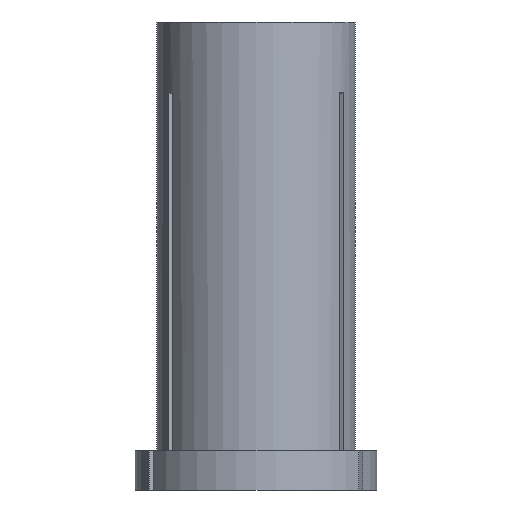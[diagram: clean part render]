
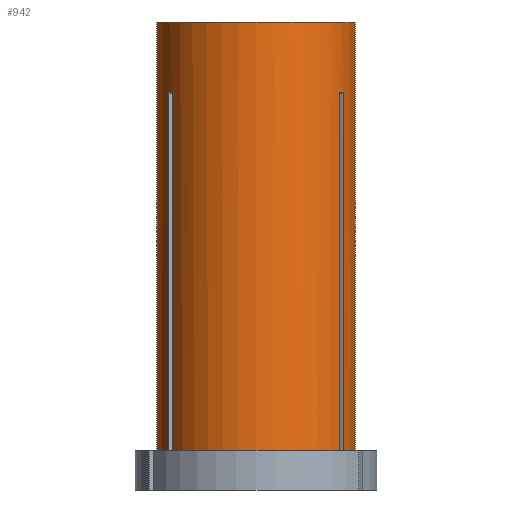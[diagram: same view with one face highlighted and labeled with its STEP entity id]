
A CAD part, front view. The second image highlights one B-rep face of the part: STEP entity #942.
In plain terms, the highlighted cylindrical face has radius 12.7 mm (diameter 25.4 mm), a partial arc.
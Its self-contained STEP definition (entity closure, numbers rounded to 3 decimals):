
#15 = ORIENTED_EDGE ( 'NONE', *, *, #903, .F. ) ;
#25 = DIRECTION ( 'NONE',  ( 0., 0., 1. ) ) ;
#34 = CYLINDRICAL_SURFACE ( 'NONE', #239, 12.7 ) ;
#50 = CARTESIAN_POINT ( 'NONE',  ( 11.163, -6.059, -9.001 ) ) ;
#55 = ORIENTED_EDGE ( 'NONE', *, *, #102, .T. ) ;
#59 = CARTESIAN_POINT ( 'NONE',  ( 12.7, 0., 0. ) ) ;
#96 = B_SPLINE_CURVE_WITH_KNOTS ( 'NONE', 3,
 ( #133, #257, #367, #146, #50, #683 ),
 .UNSPECIFIED., .F., .F.,
 ( 4, 2, 4 ),
 ( 0.07, 0.07, 0.071 ),
 .UNSPECIFIED. ) ;
#102 = EDGE_CURVE ( 'NONE', #1205, #807, #743, .T. ) ;
#107 = DIRECTION ( 'NONE',  ( 0., 0., 1. ) ) ;
#111 = CARTESIAN_POINT ( 'NONE',  ( -12.7, 0., 0. ) ) ;
#133 = CARTESIAN_POINT ( 'NONE',  ( 10.74, -6.778, -9.003 ) ) ;
#134 = EDGE_CURVE ( 'NONE', #979, #1205, #175, .T. ) ;
#139 = ORIENTED_EDGE ( 'NONE', *, *, #134, .T. ) ;
#140 = CARTESIAN_POINT ( 'NONE',  ( -11.001, -6.353, -8.999 ) ) ;
#141 = VERTEX_POINT ( 'NONE', #385 ) ;
#146 = CARTESIAN_POINT ( 'NONE',  ( 11.083, -6.204, -9. ) ) ;
#152 = CIRCLE ( 'NONE', #1194, 12.7 ) ;
#159 = DIRECTION ( 'NONE',  ( 0., 0., 1. ) ) ;
#160 = EDGE_CURVE ( 'NONE', #767, #141, #333, .T. ) ;
#175 = CIRCLE ( 'NONE', #577, 12.7 ) ;
#181 = EDGE_CURVE ( 'NONE', #767, #1138, #349, .T. ) ;
#201 = DIRECTION ( 'NONE',  ( 0., 0., 1. ) ) ;
#210 = DIRECTION ( 'NONE',  ( 1., 0., 0. ) ) ;
#212 = CARTESIAN_POINT ( 'NONE',  ( 10.74, -6.778, -9.003 ) ) ;
#230 = DIRECTION ( 'NONE',  ( 1., 0., 0. ) ) ;
#237 = EDGE_LOOP ( 'NONE', ( #588, #816, #456, #1293, #525, #139, #55, #355, #1133, #462, #1361, #15 ) ) ;
#239 = AXIS2_PLACEMENT_3D ( 'NONE', #760, #107, #646 ) ;
#252 = CARTESIAN_POINT ( 'NONE',  ( -11.24, -5.912, -9.003 ) ) ;
#257 = CARTESIAN_POINT ( 'NONE',  ( 10.829, -6.636, -9.001 ) ) ;
#290 = CARTESIAN_POINT ( 'NONE',  ( -11.24, -5.912, -9.003 ) ) ;
#316 = CIRCLE ( 'NONE', #766, 12.7 ) ;
#332 = CARTESIAN_POINT ( 'NONE',  ( -11.24, -5.912, 0. ) ) ;
#333 = LINE ( 'NONE', #1017, #968 ) ;
#349 = CIRCLE ( 'NONE', #364, 12.7 ) ;
#351 = CARTESIAN_POINT ( 'NONE',  ( -12.7, 0., -55. ) ) ;
#355 = ORIENTED_EDGE ( 'NONE', *, *, #544, .T. ) ;
#361 = CARTESIAN_POINT ( 'NONE',  ( -10.74, -6.778, -9.003 ) ) ;
#364 = AXIS2_PLACEMENT_3D ( 'NONE', #633, #201, #953 ) ;
#367 = CARTESIAN_POINT ( 'NONE',  ( 10.916, -6.493, -9. ) ) ;
#385 = CARTESIAN_POINT ( 'NONE',  ( 11.24, -5.912, -9.003 ) ) ;
#398 = CARTESIAN_POINT ( 'NONE',  ( 10.74, -6.778, -55. ) ) ;
#433 = EDGE_CURVE ( 'NONE', #979, #975, #1150, .T. ) ;
#437 = CARTESIAN_POINT ( 'NONE',  ( 0., 0., -55. ) ) ;
#456 = ORIENTED_EDGE ( 'NONE', *, *, #895, .T. ) ;
#462 = ORIENTED_EDGE ( 'NONE', *, *, #181, .T. ) ;
#464 = CARTESIAN_POINT ( 'NONE',  ( -10.74, -6.778, -9.003 ) ) ;
#466 = VECTOR ( 'NONE', #927, 1000. ) ;
#525 = ORIENTED_EDGE ( 'NONE', *, *, #433, .F. ) ;
#531 = CARTESIAN_POINT ( 'NONE',  ( 11.24, -5.912, -55. ) ) ;
#544 = EDGE_CURVE ( 'NONE', #807, #141, #96, .T. ) ;
#552 = DIRECTION ( 'NONE',  ( 0., 0., 1. ) ) ;
#554 = VERTEX_POINT ( 'NONE', #1104 ) ;
#555 = DIRECTION ( 'NONE',  ( 0., 0., 1. ) ) ;
#567 = EDGE_CURVE ( 'NONE', #657, #975, #1283, .T. ) ;
#573 = CARTESIAN_POINT ( 'NONE',  ( -10.74, -6.778, -55. ) ) ;
#577 = AXIS2_PLACEMENT_3D ( 'NONE', #1218, #1252, #1123 ) ;
#581 = VECTOR ( 'NONE', #555, 1000. ) ;
#588 = ORIENTED_EDGE ( 'NONE', *, *, #908, .F. ) ;
#630 = DIRECTION ( 'NONE',  ( 0., 0., 1. ) ) ;
#633 = CARTESIAN_POINT ( 'NONE',  ( 0., 0., -55. ) ) ;
#646 = DIRECTION ( 'NONE',  ( 1., 0., 0. ) ) ;
#654 = LINE ( 'NONE', #332, #581 ) ;
#657 = VERTEX_POINT ( 'NONE', #290 ) ;
#683 = CARTESIAN_POINT ( 'NONE',  ( 11.24, -5.912, -9.003 ) ) ;
#698 = CARTESIAN_POINT ( 'NONE',  ( -10.74, -6.778, 0. ) ) ;
#743 = LINE ( 'NONE', #873, #1274 ) ;
#760 = CARTESIAN_POINT ( 'NONE',  ( 0., 0., 0. ) ) ;
#766 = AXIS2_PLACEMENT_3D ( 'NONE', #862, #552, #230 ) ;
#767 = VERTEX_POINT ( 'NONE', #531 ) ;
#788 = CARTESIAN_POINT ( 'NONE',  ( -10.829, -6.637, -9.001 ) ) ;
#807 = VERTEX_POINT ( 'NONE', #212 ) ;
#816 = ORIENTED_EDGE ( 'NONE', *, *, #929, .T. ) ;
#831 = VECTOR ( 'NONE', #159, 1000. ) ;
#839 = VERTEX_POINT ( 'NONE', #1203 ) ;
#860 = DIRECTION ( 'NONE',  ( 0., 0., 1. ) ) ;
#862 = CARTESIAN_POINT ( 'NONE',  ( 0., 0., 0. ) ) ;
#873 = CARTESIAN_POINT ( 'NONE',  ( 10.74, -6.778, 0. ) ) ;
#877 = VERTEX_POINT ( 'NONE', #1282 ) ;
#885 = FACE_OUTER_BOUND ( 'NONE', #237, .T. ) ;
#895 = EDGE_CURVE ( 'NONE', #554, #657, #654, .T. ) ;
#903 = EDGE_CURVE ( 'NONE', #877, #839, #316, .T. ) ;
#908 = EDGE_CURVE ( 'NONE', #997, #877, #982, .T. ) ;
#914 = VECTOR ( 'NONE', #25, 1000. ) ;
#927 = DIRECTION ( 'NONE',  ( 0., 0., 1. ) ) ;
#929 = EDGE_CURVE ( 'NONE', #997, #554, #152, .T. ) ;
#942 = ADVANCED_FACE ( 'NONE', ( #885 ), #34, .T. ) ;
#953 = DIRECTION ( 'NONE',  ( 1., 0., 0. ) ) ;
#968 = VECTOR ( 'NONE', #630, 1000. ) ;
#975 = VERTEX_POINT ( 'NONE', #464 ) ;
#979 = VERTEX_POINT ( 'NONE', #573 ) ;
#982 = LINE ( 'NONE', #111, #914 ) ;
#997 = VERTEX_POINT ( 'NONE', #351 ) ;
#1013 = EDGE_CURVE ( 'NONE', #1138, #839, #1081, .T. ) ;
#1017 = CARTESIAN_POINT ( 'NONE',  ( 11.24, -5.912, 0. ) ) ;
#1081 = LINE ( 'NONE', #59, #831 ) ;
#1087 = DIRECTION ( 'NONE',  ( 0., 0., 1. ) ) ;
#1104 = CARTESIAN_POINT ( 'NONE',  ( -11.24, -5.912, -55. ) ) ;
#1123 = DIRECTION ( 'NONE',  ( 1., 0., 0. ) ) ;
#1133 = ORIENTED_EDGE ( 'NONE', *, *, #160, .F. ) ;
#1138 = VERTEX_POINT ( 'NONE', #1240 ) ;
#1150 = LINE ( 'NONE', #698, #466 ) ;
#1194 = AXIS2_PLACEMENT_3D ( 'NONE', #437, #860, #210 ) ;
#1203 = CARTESIAN_POINT ( 'NONE',  ( 12.7, 0., 0. ) ) ;
#1205 = VERTEX_POINT ( 'NONE', #398 ) ;
#1218 = CARTESIAN_POINT ( 'NONE',  ( 0., 0., -55. ) ) ;
#1240 = CARTESIAN_POINT ( 'NONE',  ( 12.7, 0., -55. ) ) ;
#1252 = DIRECTION ( 'NONE',  ( 0., 0., 1. ) ) ;
#1274 = VECTOR ( 'NONE', #1087, 1000. ) ;
#1282 = CARTESIAN_POINT ( 'NONE',  ( -12.7, 0., 0. ) ) ;
#1283 = B_SPLINE_CURVE_WITH_KNOTS ( 'NONE', 3,
 ( #252, #1309, #140, #788, #361 ),
 .UNSPECIFIED., .F., .F.,
 ( 4, 1, 4 ),
 ( 0.063, 0.063, 0.064 ),
 .UNSPECIFIED. ) ;
#1293 = ORIENTED_EDGE ( 'NONE', *, *, #567, .T. ) ;
#1309 = CARTESIAN_POINT ( 'NONE',  ( -11.162, -6.06, -9.001 ) ) ;
#1361 = ORIENTED_EDGE ( 'NONE', *, *, #1013, .T. ) ;
